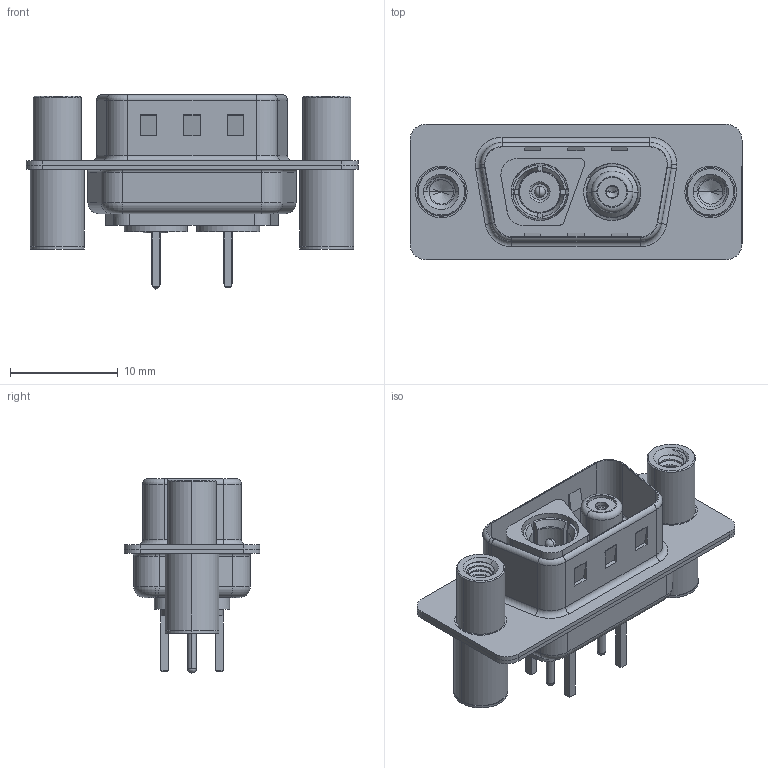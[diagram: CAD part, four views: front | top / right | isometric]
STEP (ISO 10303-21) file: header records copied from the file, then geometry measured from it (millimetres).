
FILE_DESCRIPTION (( 'STEP AP203' ), '1' );
FILE_NAME ('627-2WK2624-5NC.STEP', '2019-05-24T05:28:25', ( '' ), ( '' ), 'SwSTEP 2.0', 'SolidWorks 2016', '' );
FILE_SCHEMA (( 'CONFIG_CONTROL_DESIGN' ));
Length unit declared in the file: millimetre
Products named in the file (16): 627Combo Threaded Standoff and Board Spacer_4; 627Combo Shell Rear_09 Contacts; Co-Ax Jack_Straight PC Tail; 627Combo Shell Front_09 Contacts; Insulator Socket; 627Combo Threaded Standoff and Board Spacer_C; Insulator Socket 2; Co-Ax Plug_Straight PC Tail; Socket_Str; Insulator Pin_Straight PC Tail; Co-Ax Jack Assy_S; Pin_Str; 627-2WK2624-5NC; Locking Collar; Co-Ax Plug Assy_S; 627Combo Housing_2WK2
Assembly tree (16 placements, depth 3):
  627-2WK2624-5NC
    627Combo Housing_2WK2
    627Combo Shell Rear_09 Contacts
    627Combo Shell Front_09 Contacts
    627Combo Threaded Standoff and Board Spacer_C
    Co-Ax Plug Assy_S
      Co-Ax Plug_Straight PC Tail
      Insulator Pin_Straight PC Tail
      Pin_Str
      Locking Collar
    627Combo Threaded Standoff and Board Spacer_4
    Co-Ax Jack Assy_S
      Co-Ax Jack_Straight PC Tail
      Insulator Socket
      Insulator Socket 2
      Locking Collar
      Socket_Str
Bounding box: 30.8 x 12.6 x 18 mm (x, y, z)
Volume: 1747.1 mm3; surface area: 5071.7 mm2
Topology: 14 solids, 14 shells, 647 faces, 1584 edges, 991 vertices
Faces by surface type: cylinder 288, plane 222, torus 62, cone 53, bspline 16, sphere 6
Entity records: 25121 total; most frequent: CARTESIAN_POINT 8495, DIRECTION 3212, ORIENTED_EDGE 3086, EDGE_CURVE 1543, AXIS2_PLACEMENT_3D 1240, VERTEX_POINT 977, VECTOR 732, LINE 732
